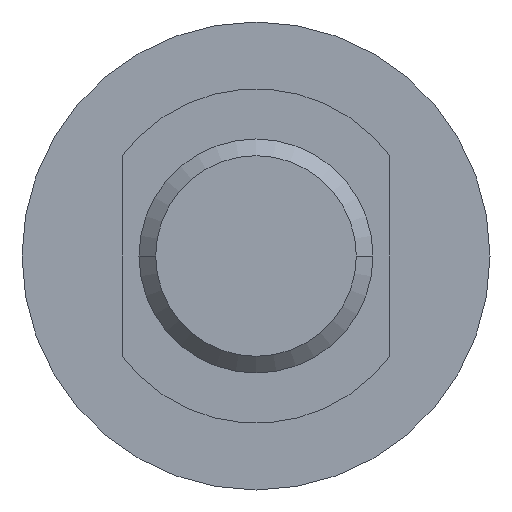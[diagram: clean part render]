
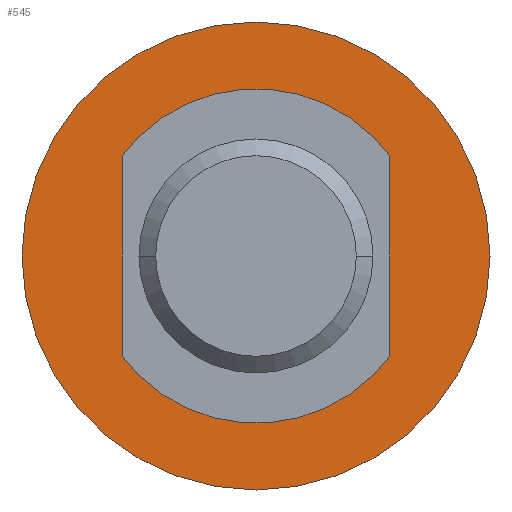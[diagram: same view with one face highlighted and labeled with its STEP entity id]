
A CAD part, left-side view. The second image highlights one B-rep face of the part: STEP entity #545.
In plain terms, the highlighted planar face has unit normal (-1, 0, 0).
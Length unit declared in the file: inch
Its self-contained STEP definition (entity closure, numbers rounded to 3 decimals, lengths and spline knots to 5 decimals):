
#172=CARTESIAN_POINT('',(1.943,0.4375,0.0));
#173=VERTEX_POINT('',#172);
#180=CARTESIAN_POINT('',(1.943,-0.4375,0.));
#181=VERTEX_POINT('',#180);
#182=CARTESIAN_POINT('',(1.943,0.0,0.0));
#183=DIRECTION('',(1.0,0.0,0.0));
#184=DIRECTION('',(0.0,1.0,0.0));
#185=AXIS2_PLACEMENT_3D('',#182,#183,#184);
#186=CIRCLE('',#185,0.4375);
#187=EDGE_CURVE('',#173,#181,#186,.T.);
#215=CARTESIAN_POINT('',(1.943,0.21875,0.0));
#216=VERTEX_POINT('',#215);
#232=CARTESIAN_POINT('',(1.943,-0.21875,0.));
#233=VERTEX_POINT('',#232);
#240=CARTESIAN_POINT('',(1.943,0.0,0.0));
#241=DIRECTION('',(1.0,0.0,0.0));
#242=DIRECTION('',(0.0,1.0,0.0));
#243=AXIS2_PLACEMENT_3D('',#240,#241,#242);
#244=CIRCLE('',#243,0.21875);
#245=EDGE_CURVE('',#216,#233,#244,.T.);
#514=CARTESIAN_POINT('',(1.943,0.0,0.0));
#515=DIRECTION('',(1.0,0.0,0.0));
#516=DIRECTION('',(0.0,1.0,0.0));
#517=AXIS2_PLACEMENT_3D('',#514,#515,#516);
#518=CIRCLE('',#517,0.21875);
#519=EDGE_CURVE('',#233,#216,#518,.T.);
#526=CARTESIAN_POINT('',(1.943,0.32813,0.0));
#527=DIRECTION('',(-1.0,0.0,0.0));
#528=DIRECTION('',(0.0,0.0,1.0));
#529=AXIS2_PLACEMENT_3D('',#526,#527,#528);
#530=PLANE('',#529);
#531=ORIENTED_EDGE('',*,*,#187,.F.);
#532=CARTESIAN_POINT('',(1.943,0.0,0.0));
#533=DIRECTION('',(1.0,0.0,0.0));
#534=DIRECTION('',(0.0,1.0,0.0));
#535=AXIS2_PLACEMENT_3D('',#532,#533,#534);
#536=CIRCLE('',#535,0.4375);
#537=EDGE_CURVE('',#181,#173,#536,.T.);
#538=ORIENTED_EDGE('',*,*,#537,.F.);
#539=EDGE_LOOP('',(#531,#538));
#540=FACE_OUTER_BOUND('',#539,.T.);
#541=ORIENTED_EDGE('',*,*,#245,.T.);
#542=ORIENTED_EDGE('',*,*,#519,.T.);
#543=EDGE_LOOP('',(#541,#542));
#544=FACE_BOUND('',#543,.T.);
#545=ADVANCED_FACE('',(#540,#544),#530,.T.);
